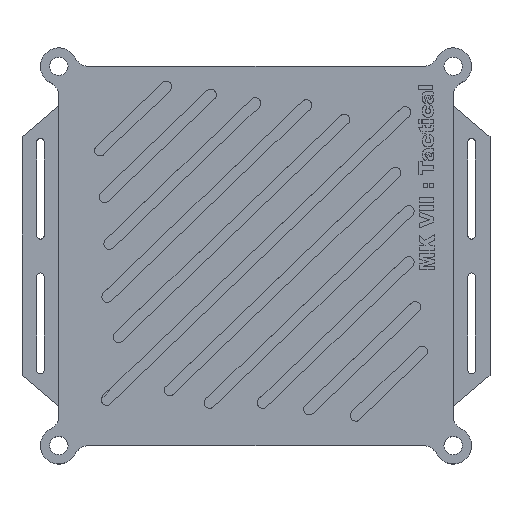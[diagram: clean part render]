
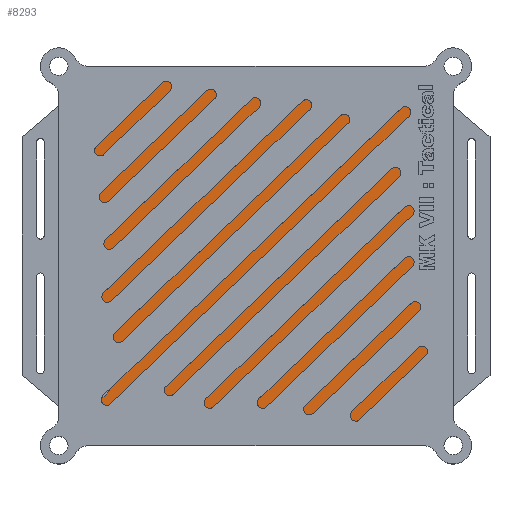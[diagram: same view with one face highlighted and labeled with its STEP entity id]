
A CAD part, top view. The second image highlights one B-rep face of the part: STEP entity #8293.
In plain terms, the highlighted planar face has unit normal (0, 0, 1).
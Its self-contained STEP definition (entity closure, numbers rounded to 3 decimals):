
#377=FACE_BOUND('',#1196,.T.);
#378=FACE_BOUND('',#1197,.T.);
#474=PLANE('',#8790);
#728=FACE_OUTER_BOUND('',#1195,.T.);
#1195=EDGE_LOOP('',(#5737,#5738,#5739,#5740,#5741,#5742,#5743,#5744,#5745,
#5746,#5747,#5748));
#1196=EDGE_LOOP('',(#5749));
#1197=EDGE_LOOP('',(#5750));
#1750=LINE('',#11318,#2580);
#1751=LINE('',#11322,#2581);
#1752=LINE('',#11324,#2582);
#1753=LINE('',#11326,#2583);
#1754=LINE('',#11328,#2584);
#1755=LINE('',#11330,#2585);
#1756=LINE('',#11332,#2586);
#1757=LINE('',#11334,#2587);
#1758=LINE('',#11336,#2588);
#1759=LINE('',#11337,#2589);
#2580=VECTOR('',#9399,10.);
#2581=VECTOR('',#9402,10.);
#2582=VECTOR('',#9403,10.);
#2583=VECTOR('',#9404,10.);
#2584=VECTOR('',#9405,10.);
#2585=VECTOR('',#9406,10.);
#2586=VECTOR('',#9407,10.);
#2587=VECTOR('',#9408,10.);
#2588=VECTOR('',#9409,10.);
#2589=VECTOR('',#9410,10.);
#3407=CIRCLE('',#8789,5.5);
#3408=CIRCLE('',#8791,5.5);
#3409=CIRCLE('',#8792,5.5);
#3410=CIRCLE('',#8793,5.5);
#3613=VERTEX_POINT('',#11310);
#3614=VERTEX_POINT('',#11314);
#3615=VERTEX_POINT('',#11315);
#3616=VERTEX_POINT('',#11317);
#3617=VERTEX_POINT('',#11319);
#3618=VERTEX_POINT('',#11321);
#3619=VERTEX_POINT('',#11323);
#3620=VERTEX_POINT('',#11325);
#3621=VERTEX_POINT('',#11327);
#3622=VERTEX_POINT('',#11329);
#3623=VERTEX_POINT('',#11331);
#3624=VERTEX_POINT('',#11333);
#3625=VERTEX_POINT('',#11335);
#3626=VERTEX_POINT('',#11338);
#4456=EDGE_CURVE('',#3613,#3613,#3407,.T.);
#4457=EDGE_CURVE('',#3614,#3615,#3408,.T.);
#4458=EDGE_CURVE('',#3616,#3614,#1750,.T.);
#4459=EDGE_CURVE('',#3617,#3616,#3409,.T.);
#4460=EDGE_CURVE('',#3618,#3617,#1751,.T.);
#4461=EDGE_CURVE('',#3618,#3619,#1752,.T.);
#4462=EDGE_CURVE('',#3620,#3619,#1753,.T.);
#4463=EDGE_CURVE('',#3620,#3621,#1754,.T.);
#4464=EDGE_CURVE('',#3622,#3621,#1755,.T.);
#4465=EDGE_CURVE('',#3622,#3623,#1756,.T.);
#4466=EDGE_CURVE('',#3624,#3623,#1757,.T.);
#4467=EDGE_CURVE('',#3624,#3625,#1758,.T.);
#4468=EDGE_CURVE('',#3615,#3625,#1759,.T.);
#4469=EDGE_CURVE('',#3626,#3626,#3410,.T.);
#5737=ORIENTED_EDGE('',*,*,#4457,.F.);
#5738=ORIENTED_EDGE('',*,*,#4458,.F.);
#5739=ORIENTED_EDGE('',*,*,#4459,.F.);
#5740=ORIENTED_EDGE('',*,*,#4460,.F.);
#5741=ORIENTED_EDGE('',*,*,#4461,.T.);
#5742=ORIENTED_EDGE('',*,*,#4462,.F.);
#5743=ORIENTED_EDGE('',*,*,#4463,.T.);
#5744=ORIENTED_EDGE('',*,*,#4464,.F.);
#5745=ORIENTED_EDGE('',*,*,#4465,.T.);
#5746=ORIENTED_EDGE('',*,*,#4466,.F.);
#5747=ORIENTED_EDGE('',*,*,#4467,.T.);
#5748=ORIENTED_EDGE('',*,*,#4468,.F.);
#5749=ORIENTED_EDGE('',*,*,#4469,.F.);
#5750=ORIENTED_EDGE('',*,*,#4456,.F.);
#8293=ADVANCED_FACE('',(#728,#377,#378),#474,.T.);
#8789=AXIS2_PLACEMENT_3D('',#11312,#9393,#9394);
#8790=AXIS2_PLACEMENT_3D('',#11313,#9395,#9396);
#8791=AXIS2_PLACEMENT_3D('',#11316,#9397,#9398);
#8792=AXIS2_PLACEMENT_3D('',#11320,#9400,#9401);
#8793=AXIS2_PLACEMENT_3D('',#11339,#9411,#9412);
#9393=DIRECTION('center_axis',(0.,0.,1.));
#9394=DIRECTION('ref_axis',(-1.,0.,0.));
#9395=DIRECTION('center_axis',(0.,0.,1.));
#9396=DIRECTION('ref_axis',(1.,0.,0.));
#9397=DIRECTION('center_axis',(0.,0.,1.));
#9398=DIRECTION('ref_axis',(-1.,0.,0.));
#9399=DIRECTION('',(0.,-1.,0.));
#9400=DIRECTION('center_axis',(0.,0.,1.));
#9401=DIRECTION('ref_axis',(-1.,0.,0.));
#9402=DIRECTION('',(0.,-1.,0.));
#9403=DIRECTION('',(-0.707,0.707,0.));
#9404=DIRECTION('',(1.,0.,0.));
#9405=DIRECTION('',(-0.707,-0.707,0.));
#9406=DIRECTION('',(0.,1.,0.));
#9407=DIRECTION('',(0.707,-0.707,0.));
#9408=DIRECTION('',(-1.,0.,0.));
#9409=DIRECTION('',(0.707,0.707,0.));
#9410=DIRECTION('',(0.,-1.,0.));
#9411=DIRECTION('center_axis',(0.,0.,1.));
#9412=DIRECTION('ref_axis',(-1.,0.,0.));
#11310=CARTESIAN_POINT('',(-40.75,-37.5,2.));
#11312=CARTESIAN_POINT('Origin',(-46.25,-37.5,2.));
#11313=CARTESIAN_POINT('Origin',(-1.478,-3.521,2.));
#11314=CARTESIAN_POINT('',(50.044,-33.518,2.));
#11315=CARTESIAN_POINT('',(50.044,-41.482,2.));
#11316=CARTESIAN_POINT('Origin',(46.25,-37.5,2.));
#11317=CARTESIAN_POINT('',(50.044,33.518,2.));
#11318=CARTESIAN_POINT('',(50.044,-29.26,2.));
#11319=CARTESIAN_POINT('',(50.044,41.482,2.));
#11320=CARTESIAN_POINT('Origin',(46.25,37.5,2.));
#11321=CARTESIAN_POINT('',(50.044,43.458,2.));
#11322=CARTESIAN_POINT('',(50.044,-29.26,2.));
#11323=CARTESIAN_POINT('',(47.544,45.958,2.));
#11324=CARTESIAN_POINT('',(48.283,45.219,2.));
#11325=CARTESIAN_POINT('',(-50.5,45.958,2.));
#11326=CARTESIAN_POINT('',(25.283,45.958,2.));
#11327=CARTESIAN_POINT('',(-53.,43.458,2.));
#11328=CARTESIAN_POINT('',(-51.239,45.219,2.));
#11329=CARTESIAN_POINT('',(-53.,-50.5,2.));
#11330=CARTESIAN_POINT('',(-53.,22.219,2.));
#11331=CARTESIAN_POINT('',(-50.5,-53.,2.));
#11332=CARTESIAN_POINT('',(-51.239,-52.261,2.));
#11333=CARTESIAN_POINT('',(47.544,-53.,2.));
#11334=CARTESIAN_POINT('',(-28.239,-53.,2.));
#11335=CARTESIAN_POINT('',(50.044,-50.5,2.));
#11336=CARTESIAN_POINT('',(48.283,-52.261,2.));
#11337=CARTESIAN_POINT('',(50.044,-29.26,2.));
#11338=CARTESIAN_POINT('',(-40.75,37.5,2.));
#11339=CARTESIAN_POINT('Origin',(-46.25,37.5,2.));
